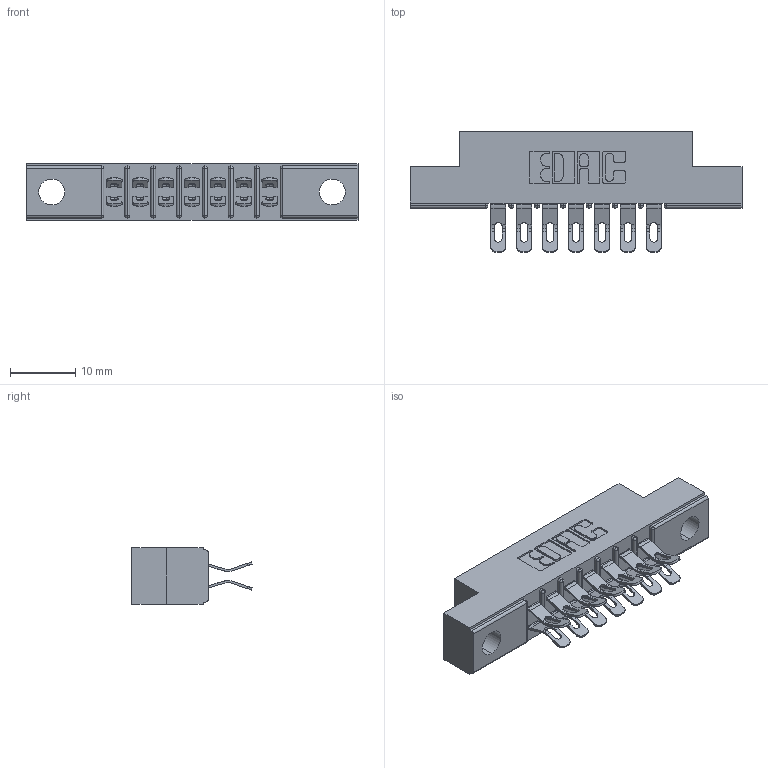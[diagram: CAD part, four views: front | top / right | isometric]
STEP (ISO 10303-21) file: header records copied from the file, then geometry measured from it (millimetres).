
FILE_DESCRIPTION (( 'STEP AP203' ), '1' );
FILE_NAME ('355-014-555-504.STEP', '2019-09-11T01:34:24', ( '' ), ( '' ), 'SwSTEP 2.0', 'SolidWorks 2016', '' );
FILE_SCHEMA (( 'CONFIG_CONTROL_DESIGN' ));
Length unit declared in the file: inch
Products named in the file (3): 355-014-555-504; 305 Part_.156 Dia; 305-290-001_555
Assembly tree (15 placements, depth 2):
  355-014-555-504
    305 Part_.156 Dia
    305-290-001_555  x14
Bounding box: 50.75 x 18.41 x 8.71 mm (x, y, z)
Volume: 3035.7 mm3; surface area: 5231.7 mm2
Topology: 15 solids, 15 shells, 1054 faces, 3117 edges, 2038 vertices
Faces by surface type: plane 530, cylinder 496, sphere 28
Entity records: 12882 total; most frequent: CARTESIAN_POINT 2155, ORIENTED_EDGE 2122, DIRECTION 2099, EDGE_CURVE 1061, LINE 807, VECTOR 807, VERTEX_POINT 686, AXIS2_PLACEMENT_3D 646
